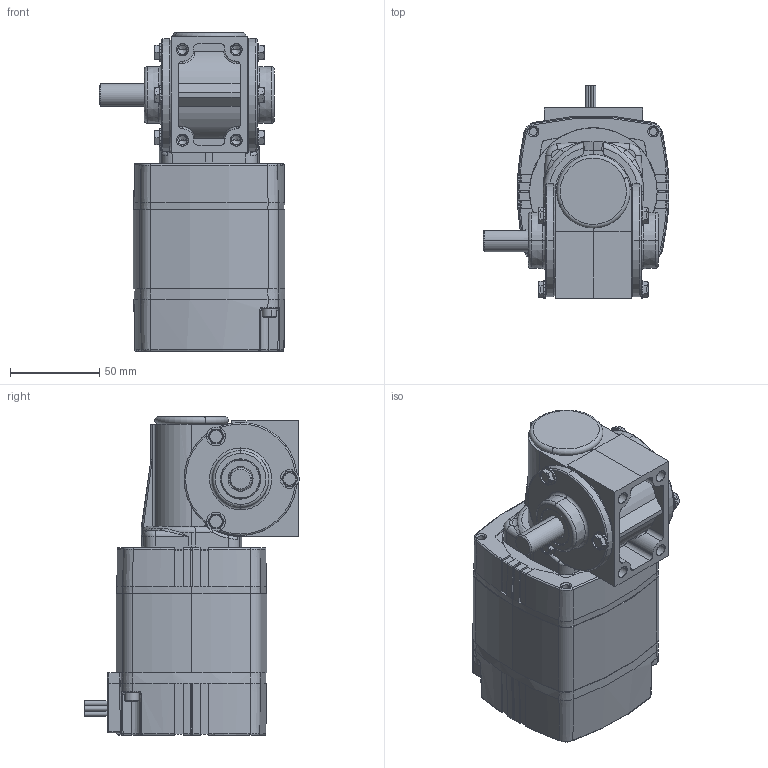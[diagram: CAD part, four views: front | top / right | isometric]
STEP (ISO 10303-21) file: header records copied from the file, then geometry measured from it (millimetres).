
FILE_DESCRIPTION (( 'STEP AP203' ), '1' );
FILE_NAME ('INFM0141.STEP', '2013-04-08T16:13:10', ( 'Admin' ), ( 'Bodine Electric Company' ), 'SwSTEP 2.0', 'SolidWorks 2012', '' );
FILE_SCHEMA (( 'CONFIG_CONTROL_DESIGN' ));
Length unit declared in the file: inch
Products named in the file (1): INFM0141
Bounding box: 104.28 x 120.33 x 178.82 mm (x, y, z)
Volume: 870187.2 mm3; surface area: 153868.4 mm2
Topology: 27 solids, 28 shells, 1320 faces, 3083 edges, 1840 vertices
Faces by surface type: plane 583, cylinder 288, cone 252, torus 139, bspline 52, sphere 6
Entity records: 40823 total; most frequent: CARTESIAN_POINT 11126, DIRECTION 6421, ORIENTED_EDGE 6114, EDGE_CURVE 3057, AXIS2_PLACEMENT_3D 2626, VERTEX_POINT 1840, EDGE_LOOP 1403, CIRCLE 1357
